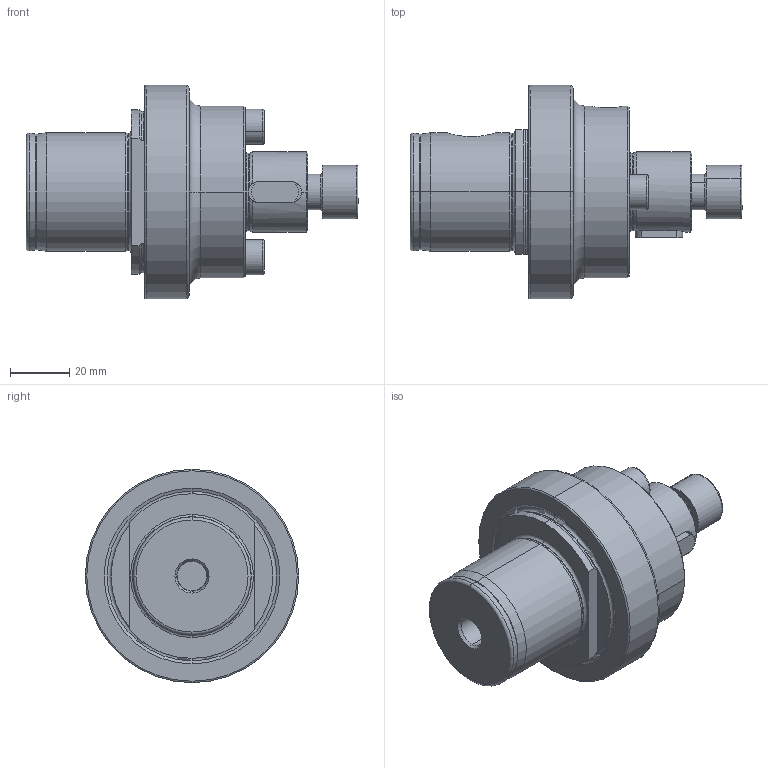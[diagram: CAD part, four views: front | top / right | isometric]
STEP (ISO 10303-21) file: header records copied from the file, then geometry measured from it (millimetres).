
FILE_DESCRIPTION (( 'STEP AP214' ), '1' );
FILE_NAME ('MB7.D27.K01.034.STEP', '2022-03-22T06:34:10', ( '' ), ( '' ), 'SwSTEP 2.0', 'SolidWorks 2017', '' );
FILE_SCHEMA (( 'AUTOMOTIVE_DESIGN' ));
Length unit declared in the file: millimetre
Products named in the file (5): D27-ER3.001.016_A; MB7-D27.K01.034_E; D27-ER1.002.030_A; D27-ER2.001.021_B; MB7.D27.K01.034
Assembly tree (5 placements, depth 2):
  MB7.D27.K01.034
    MB7-D27.K01.034_E
    D27-ER1.002.030_A
    D27-ER2.001.021_B  x2
    D27-ER3.001.016_A
Bounding box: 112 x 72 x 72 mm (x, y, z)
Volume: 171638.3 mm3; surface area: 32702.2 mm2
Topology: 5 solids, 5 shells, 247 faces, 562 edges, 327 vertices
Faces by surface type: cylinder 71, cone 65, plane 56, torus 53, sphere 2
Entity records: 6669 total; most frequent: CARTESIAN_POINT 1742, DIRECTION 1050, ORIENTED_EDGE 924, EDGE_CURVE 462, AXIS2_PLACEMENT_3D 441, VERTEX_POINT 276, EDGE_LOOP 232, CIRCLE 226
